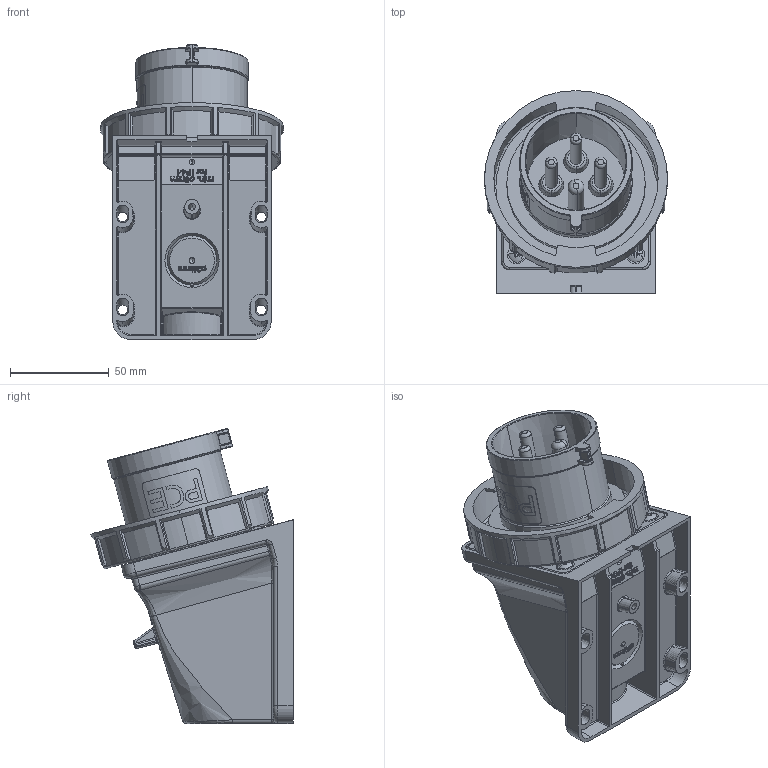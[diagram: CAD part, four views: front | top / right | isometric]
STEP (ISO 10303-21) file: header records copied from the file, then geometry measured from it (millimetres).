
FILE_DESCRIPTION (( 'STEP AP203' ), '1' );
FILE_NAME ('5242-6k.STEP', '2017-11-23T13:04:29', ( '' ), ( '' ), 'SwSTEP 2.0', 'SolidWorks 2016', '' );
FILE_SCHEMA (( 'CONFIG_CONTROL_DESIGN' ));
Products named in the file (1): 5242-6k
Bounding box: 92.5 x 102.36 x 149.13 mm (x, y, z)
Volume: 424680.3 mm3; surface area: 89294 mm2
Topology: 1 solids, 1 shells, 1483 faces, 3840 edges, 2398 vertices
Faces by surface type: plane 595, bspline 427, cylinder 243, torus 88, cone 68, sphere 62
Entity records: 99811 total; most frequent: CARTESIAN_POINT 67823, ORIENTED_EDGE 7548, DIRECTION 5285, EDGE_CURVE 3774, VERTEX_POINT 2380, AXIS2_PLACEMENT_3D 1876, EDGE_LOOP 1590, VECTOR 1533
